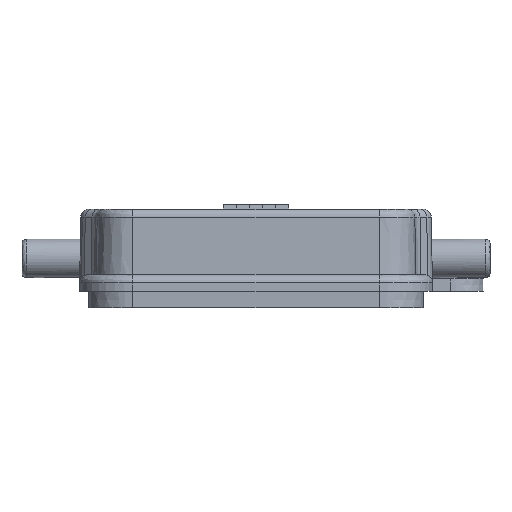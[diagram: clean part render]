
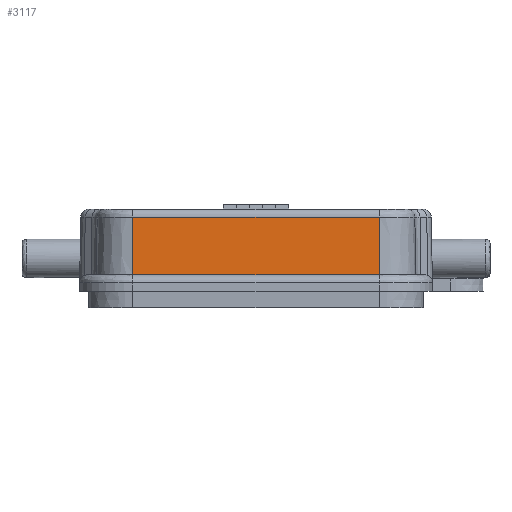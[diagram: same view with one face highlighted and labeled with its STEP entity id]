
A CAD part, left-side view. The second image highlights one B-rep face of the part: STEP entity #3117.
In plain terms, the highlighted planar face has unit normal (-1, 0, 0.018).
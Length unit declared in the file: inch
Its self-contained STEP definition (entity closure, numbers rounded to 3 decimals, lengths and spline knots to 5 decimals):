
#363 = PLANE ( 'NONE',  #5658 ) ;
#481 = VERTEX_POINT ( 'NONE', #4006 ) ;
#656 = VECTOR ( 'NONE', #872, 39.37008 ) ;
#740 = CARTESIAN_POINT ( 'NONE',  ( -2.16398, -0.59055, 0.15748 ) ) ;
#872 = DIRECTION ( 'NONE',  ( 0., -1., 0. ) ) ;
#1091 = CARTESIAN_POINT ( 'NONE',  ( -2.16535, 0.59055, 0.07874 ) ) ;
#1369 = LINE ( 'NONE', #5795, #656 ) ;
#1422 = CARTESIAN_POINT ( 'NONE',  ( -2.15916, 0.59055, 0.43376 ) ) ;
#1433 = LINE ( 'NONE', #5456, #1723 ) ;
#1435 = VERTEX_POINT ( 'NONE', #4939 ) ;
#1723 = VECTOR ( 'NONE', #4953, 39.37008 ) ;
#1906 = CARTESIAN_POINT ( 'NONE',  ( -2.16535, -0.59055, 0.07874 ) ) ;
#2390 = FACE_OUTER_BOUND ( 'NONE', #2937, .T. ) ;
#2417 = VERTEX_POINT ( 'NONE', #4486 ) ;
#2635 = ORIENTED_EDGE ( 'NONE', *, *, #4007, .T. ) ;
#2709 = DIRECTION ( 'NONE',  ( 0., -1., 0. ) ) ;
#2937 = EDGE_LOOP ( 'NONE', ( #2635, #4616, #5694, #6146 ) ) ;
#3051 = DIRECTION ( 'NONE',  ( -0.017, 0., -1. ) ) ;
#3117 = ADVANCED_FACE ( 'NONE', ( #2390 ), #363, .T. ) ;
#3850 = VERTEX_POINT ( 'NONE', #1422 ) ;
#4006 = CARTESIAN_POINT ( 'NONE',  ( -2.16398, -0.59055, 0.15748 ) ) ;
#4007 = EDGE_CURVE ( 'NONE', #3850, #1435, #6075, .T. ) ;
#4405 = DIRECTION ( 'NONE',  ( -1., 0., 0.017 ) ) ;
#4441 = VECTOR ( 'NONE', #2709, 39.37008 ) ;
#4486 = CARTESIAN_POINT ( 'NONE',  ( -2.15916, -0.59055, 0.43376 ) ) ;
#4616 = ORIENTED_EDGE ( 'NONE', *, *, #4910, .T. ) ;
#4910 = EDGE_CURVE ( 'NONE', #1435, #481, #5296, .T. ) ;
#4939 = CARTESIAN_POINT ( 'NONE',  ( -2.16398, 0.59055, 0.15748 ) ) ;
#4953 = DIRECTION ( 'NONE',  ( -0.017, 0., -1. ) ) ;
#4962 = EDGE_CURVE ( 'NONE', #2417, #481, #1433, .T. ) ;
#5296 = LINE ( 'NONE', #740, #4441 ) ;
#5392 = VECTOR ( 'NONE', #3051, 39.37008 ) ;
#5456 = CARTESIAN_POINT ( 'NONE',  ( -345.08316, -0.59055, -19645.66929 ) ) ;
#5658 = AXIS2_PLACEMENT_3D ( 'NONE', #1906, #4405, #6495 ) ;
#5694 = ORIENTED_EDGE ( 'NONE', *, *, #4962, .F. ) ;
#5795 = CARTESIAN_POINT ( 'NONE',  ( -2.15916, -0.59055, 0.43376 ) ) ;
#6075 = LINE ( 'NONE', #1091, #5392 ) ;
#6096 = EDGE_CURVE ( 'NONE', #3850, #2417, #1369, .T. ) ;
#6146 = ORIENTED_EDGE ( 'NONE', *, *, #6096, .F. ) ;
#6495 = DIRECTION ( 'NONE',  ( 0.017, 0., 1. ) ) ;
